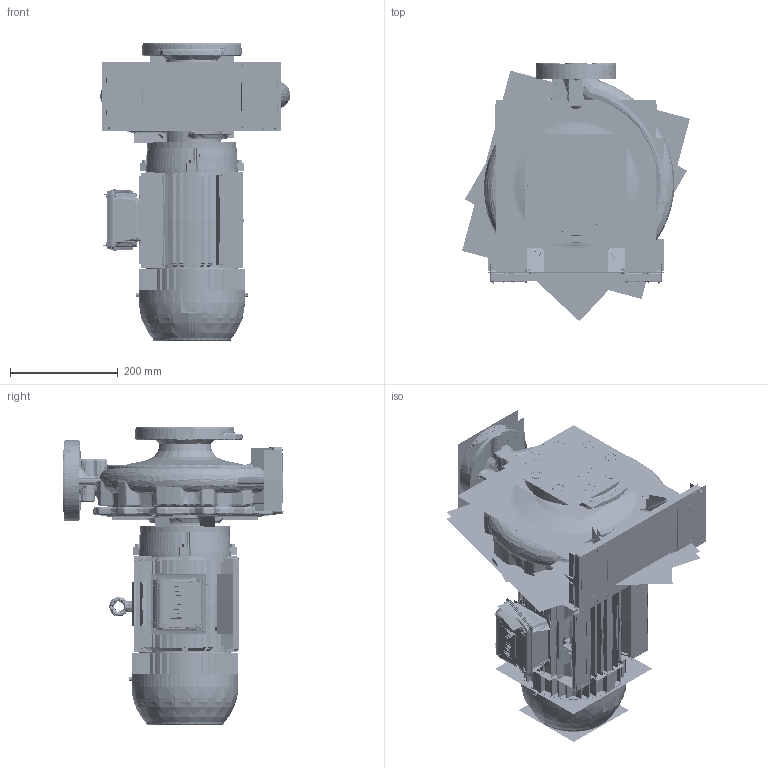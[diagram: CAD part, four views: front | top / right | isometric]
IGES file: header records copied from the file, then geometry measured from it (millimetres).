
Start section:  PTC IGES file: 87233361-00.igs
Global section: file name: 87233361-00.igs; native system: Creo Parametric by PTC Inc.; preprocessor: 2021063; author: santl04; organization: Unknown; date: 20220405.101457; units: millimetre
Bounding box: 422.97 x 480.32 x 555.1 mm (x, y, z)
Volume: 33206665.9 mm3; surface area: 20011593.5 mm2
Topology: 8 solids, 11 shells, 12134 faces, 64350 edges, 82779 vertices
Faces by surface type: bspline 9416, revolution 2698, extrusion 20
